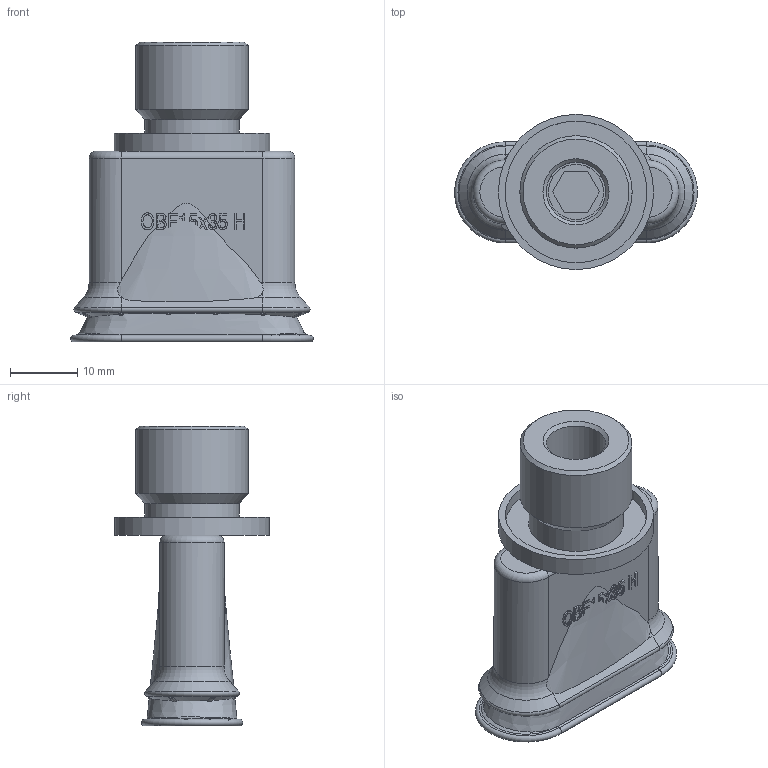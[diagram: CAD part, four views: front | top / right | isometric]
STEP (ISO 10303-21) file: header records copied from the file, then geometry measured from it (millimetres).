
FILE_DESCRIPTION( ( 'Unknown' ), '1' );
FILE_NAME( 'SE-0411069.stp', 'Unknown', ( 'Unknown' ), ( 'Unknown' ), 'PSStep 17.0.49', 'Unknown', ' ' );
FILE_SCHEMA( ( 'AUTOMOTIVE_DESIGN { 1 0 10303 214 1 1 1 1 }' ) );
Length unit declared in the file: millimetre
Products named in the file (5): Assem1; SE-0411042; SE-0411043-oa0; SE-0410980
Assembly tree (4 placements, depth 2):
  Assem1
    SE-0411042
    SE-0411043-oa0
    SE-0411043-oa0
    SE-0410980
Bounding box: 36 x 23 x 44.47 mm (x, y, z)
Volume: 11625.3 mm3; surface area: 6790 mm2
Topology: 4 solids, 8 shells, 373 faces, 980 edges, 643 vertices
Faces by surface type: plane 179, bspline 103, cylinder 47, torus 16, extrusion 15, cone 13
Full cylindrical faces by diameter (mm): 3 x2, 8.2 x1, 8.8 x1, 11.8 x1, 14 x1, 16.662 x1, 21 x1, 23 x1
Entity records: 19618 total; most frequent: CARTESIAN_POINT 8602, ORIENTED_EDGE 1924, DIRECTION 1109, EDGE_CURVE 962, VERTEX_POINT 645, B_SPLINE_CURVE_WITH_KNOTS 503, EDGE_LOOP 415, VECTOR 389
